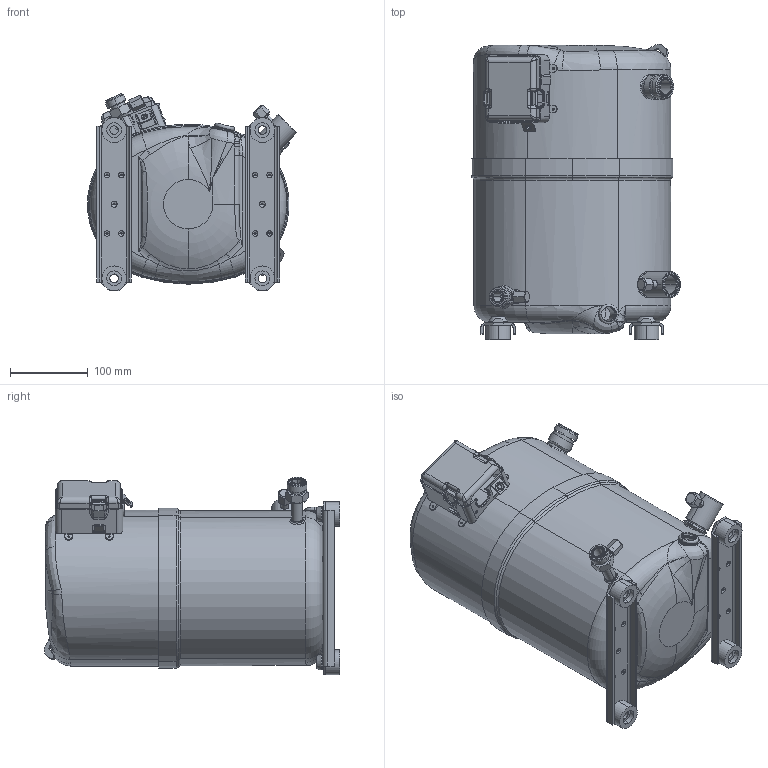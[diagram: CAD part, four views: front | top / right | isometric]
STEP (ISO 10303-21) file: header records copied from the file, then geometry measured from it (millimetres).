
FILE_DESCRIPTION (( 'STEP AP203' ), '1' );
FILE_NAME ('702791B.STEP', '2012-01-27T16:13:25', ( 'Bristol Compressors' ), ( 'Bristol Compressors' ), 'SwSTEP 2.0', 'SolidWorks 2012', '' );
FILE_SCHEMA (( 'CONFIG_CONTROL_DESIGN' ));
Length unit declared in the file: inch
Products named in the file (1): 702791B
Bounding box: 268.37 x 379.67 x 253.68 mm (x, y, z)
Surface area: 490157.4 mm2 (no closed solid volume)
Topology: 0 solids, 34 shells, 745 faces, 2320 edges, 1585 vertices
Faces by surface type: cylinder 236, plane 232, torus 95, bspline 92, cone 50, sphere 40
Entity records: 41086 total; most frequent: CARTESIAN_POINT 21275, DIRECTION 4042, ORIENTED_EDGE 3880, EDGE_CURVE 2296, VERTEX_POINT 1585, AXIS2_PLACEMENT_3D 1528, VECTOR 986, LINE 986
